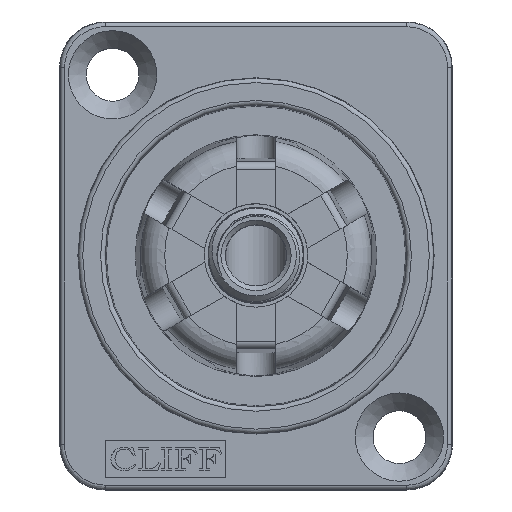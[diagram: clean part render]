
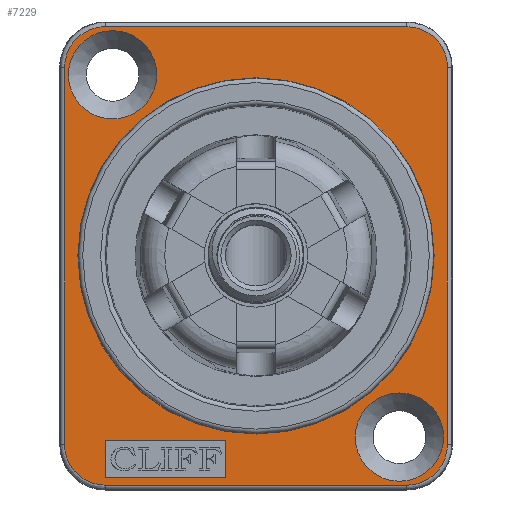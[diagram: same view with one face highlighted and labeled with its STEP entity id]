
A CAD part, top view. The second image highlights one B-rep face of the part: STEP entity #7229.
In plain terms, the highlighted planar face has unit normal (0, 0, 1).
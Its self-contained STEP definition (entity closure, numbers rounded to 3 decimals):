
#45=ELLIPSE('',#7649,2.7,2.7);
#48=ELLIPSE('',#7656,2.7,2.7);
#50=ELLIPSE('',#7661,2.7,2.7);
#52=ELLIPSE('',#7666,2.7,2.7);
#581=LINE('',#17662,#1082);
#585=LINE('',#17670,#1086);
#588=LINE('',#17676,#1089);
#591=LINE('',#17681,#1092);
#594=LINE('',#17722,#1095);
#596=LINE('',#17758,#1097);
#598=LINE('',#17794,#1099);
#600=LINE('',#17827,#1101);
#1082=VECTOR('',#8859,2.5);
#1086=VECTOR('',#8865,8.);
#1089=VECTOR('',#8870,2.5);
#1092=VECTOR('',#8875,8.);
#1095=VECTOR('',#8892,19.965);
#1097=VECTOR('',#8904,24.965);
#1099=VECTOR('',#8916,19.965);
#1101=VECTOR('',#8926,24.965);
#1563=FACE_BOUND('',#2326,.T.);
#1564=FACE_BOUND('',#2327,.T.);
#1565=FACE_BOUND('',#2328,.T.);
#1566=FACE_BOUND('',#2329,.T.);
#1883=FACE_OUTER_BOUND('',#2325,.T.);
#2325=EDGE_LOOP('',(#5796,#5797,#5798,#5799,#5800,#5801,#5802,#5803));
#2326=EDGE_LOOP('',(#5804));
#2327=EDGE_LOOP('',(#5805,#5806,#5807,#5808));
#2328=EDGE_LOOP('',(#5809));
#2329=EDGE_LOOP('',(#5810));
#2566=CIRCLE('',#7565,11.8);
#2575=CIRCLE('',#7673,2.925);
#2576=CIRCLE('',#7674,2.925);
#2924=VERTEX_POINT('',#16510);
#3137=VERTEX_POINT('',#17660);
#3138=VERTEX_POINT('',#17661);
#3141=VERTEX_POINT('',#17669);
#3143=VERTEX_POINT('',#17675);
#3146=VERTEX_POINT('',#17710);
#3147=VERTEX_POINT('',#17712);
#3149=VERTEX_POINT('',#17718);
#3151=VERTEX_POINT('',#17748);
#3153=VERTEX_POINT('',#17754);
#3155=VERTEX_POINT('',#17784);
#3157=VERTEX_POINT('',#17790);
#3159=VERTEX_POINT('',#17820);
#3161=VERTEX_POINT('',#17838);
#3162=VERTEX_POINT('',#17840);
#3726=EDGE_CURVE('',#2924,#2924,#2566,.T.);
#4045=EDGE_CURVE('',#3137,#3138,#581,.T.);
#4049=EDGE_CURVE('',#3141,#3137,#585,.T.);
#4052=EDGE_CURVE('',#3143,#3141,#588,.T.);
#4055=EDGE_CURVE('',#3138,#3143,#591,.T.);
#4058=EDGE_CURVE('',#3146,#3147,#45,.T.);
#4063=EDGE_CURVE('',#3147,#3149,#594,.T.);
#4066=EDGE_CURVE('',#3149,#3151,#48,.T.);
#4069=EDGE_CURVE('',#3151,#3153,#596,.T.);
#4072=EDGE_CURVE('',#3153,#3155,#50,.T.);
#4075=EDGE_CURVE('',#3155,#3157,#598,.T.);
#4078=EDGE_CURVE('',#3157,#3159,#52,.T.);
#4080=EDGE_CURVE('',#3159,#3146,#600,.T.);
#4086=EDGE_CURVE('',#3161,#3161,#2575,.T.);
#4087=EDGE_CURVE('',#3162,#3162,#2576,.T.);
#5796=ORIENTED_EDGE('',*,*,#4058,.F.);
#5797=ORIENTED_EDGE('',*,*,#4080,.F.);
#5798=ORIENTED_EDGE('',*,*,#4078,.F.);
#5799=ORIENTED_EDGE('',*,*,#4075,.F.);
#5800=ORIENTED_EDGE('',*,*,#4072,.F.);
#5801=ORIENTED_EDGE('',*,*,#4069,.F.);
#5802=ORIENTED_EDGE('',*,*,#4066,.F.);
#5803=ORIENTED_EDGE('',*,*,#4063,.F.);
#5804=ORIENTED_EDGE('',*,*,#3726,.T.);
#5805=ORIENTED_EDGE('',*,*,#4045,.T.);
#5806=ORIENTED_EDGE('',*,*,#4055,.T.);
#5807=ORIENTED_EDGE('',*,*,#4052,.T.);
#5808=ORIENTED_EDGE('',*,*,#4049,.T.);
#5809=ORIENTED_EDGE('',*,*,#4086,.T.);
#5810=ORIENTED_EDGE('',*,*,#4087,.T.);
#6508=PLANE('',#7672);
#7229=ADVANCED_FACE('',(#1883,#1563,#1564,#1565,#1566),#6508,.T.);
#7565=AXIS2_PLACEMENT_3D('',#16511,#8451,#8452);
#7649=AXIS2_PLACEMENT_3D('',#17713,#8881,#8882);
#7656=AXIS2_PLACEMENT_3D('',#17752,#8897,#8898);
#7661=AXIS2_PLACEMENT_3D('',#17788,#8909,#8910);
#7666=AXIS2_PLACEMENT_3D('',#17824,#8921,#8922);
#7672=AXIS2_PLACEMENT_3D('',#17837,#8940,#8941);
#7673=AXIS2_PLACEMENT_3D('',#17839,#8942,#8943);
#7674=AXIS2_PLACEMENT_3D('',#17841,#8944,#8945);
#8451=DIRECTION('center_axis',(0.,0.,
-1.));
#8452=DIRECTION('ref_axis',(-1.,0.,0.));
#8859=DIRECTION('',(0.,1.,0.));
#8865=DIRECTION('',(-1.,0.,0.));
#8870=DIRECTION('',(0.,-1.,0.));
#8875=DIRECTION('',(1.,0.,0.));
#8881=DIRECTION('center_axis',(0.,0.,
-1.));
#8882=DIRECTION('ref_axis',(-0.707,0.707,0.));
#8892=DIRECTION('',(1.,0.,0.));
#8897=DIRECTION('center_axis',(0.,0.,
-1.));
#8898=DIRECTION('ref_axis',(0.707,0.707,0.));
#8904=DIRECTION('',(0.,-1.,0.));
#8909=DIRECTION('center_axis',(0.,0.,
-1.));
#8910=DIRECTION('ref_axis',(0.707,-0.707,0.));
#8916=DIRECTION('',(-1.,0.,0.));
#8921=DIRECTION('center_axis',(0.,0.,
-1.));
#8922=DIRECTION('ref_axis',(-0.707,-0.707,0.));
#8926=DIRECTION('',(0.,1.,0.));
#8940=DIRECTION('center_axis',(0.,0.,
1.));
#8941=DIRECTION('ref_axis',(1.,0.,0.));
#8942=DIRECTION('center_axis',(0.,0.,
-1.));
#8943=DIRECTION('ref_axis',(1.,0.,0.));
#8944=DIRECTION('center_axis',(0.,0.,
-1.));
#8945=DIRECTION('ref_axis',(1.,0.,0.));
#16510=CARTESIAN_POINT('',(1.8,0.,2.3));
#16511=CARTESIAN_POINT('Origin',(-10.,0.,
2.3));
#17660=CARTESIAN_POINT('',(-20.,-14.7,2.3));
#17661=CARTESIAN_POINT('',(-20.,-12.2,2.3));
#17662=CARTESIAN_POINT('',(-20.,-7.35,2.3));
#17669=CARTESIAN_POINT('',(-12.,-14.7,2.3));
#17670=CARTESIAN_POINT('',(-11.,-14.7,2.3));
#17675=CARTESIAN_POINT('',(-12.,-12.2,2.3));
#17676=CARTESIAN_POINT('',(-12.,-6.1,2.3));
#17681=CARTESIAN_POINT('',(-15.,-12.2,2.3));
#17710=CARTESIAN_POINT('',(-22.683,12.483,2.3));
#17712=CARTESIAN_POINT('',(-19.983,15.183,2.3));
#17713=CARTESIAN_POINT('Origin',(-19.982,12.482,2.3));
#17718=CARTESIAN_POINT('',(-0.017,15.183,2.3));
#17722=CARTESIAN_POINT('',(-16.5,15.183,2.3));
#17748=CARTESIAN_POINT('',(2.683,12.483,2.3));
#17752=CARTESIAN_POINT('Origin',(-0.018,12.482,2.3));
#17754=CARTESIAN_POINT('',(2.683,-12.483,2.3));
#17758=CARTESIAN_POINT('',(2.683,7.75,2.3));
#17784=CARTESIAN_POINT('',(-0.017,-15.183,2.3));
#17788=CARTESIAN_POINT('Origin',(-0.018,-12.482,
2.3));
#17790=CARTESIAN_POINT('',(-19.983,-15.183,2.3));
#17794=CARTESIAN_POINT('',(-3.5,-15.183,2.3));
#17820=CARTESIAN_POINT('',(-22.683,-12.483,2.3));
#17824=CARTESIAN_POINT('Origin',(-19.982,-12.482,2.3));
#17827=CARTESIAN_POINT('',(-22.683,-7.75,2.3));
#17837=CARTESIAN_POINT('Origin',(-10.,0.,
2.3));
#17838=CARTESIAN_POINT('',(-16.575,12.,2.3));
#17839=CARTESIAN_POINT('Origin',(-19.5,12.,2.3));
#17840=CARTESIAN_POINT('',(2.425,-12.,2.3));
#17841=CARTESIAN_POINT('Origin',(-0.5,-12.,2.3));
